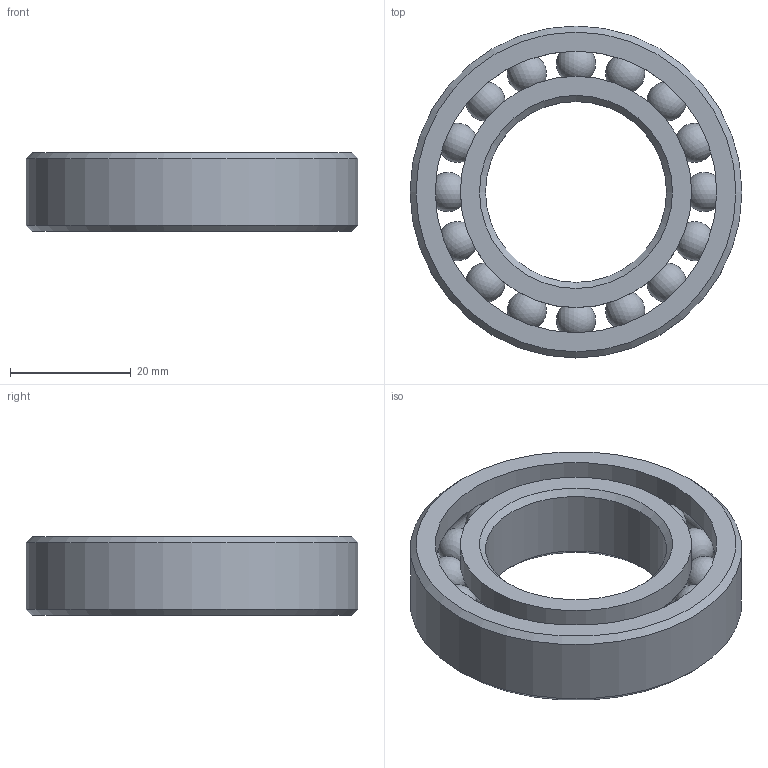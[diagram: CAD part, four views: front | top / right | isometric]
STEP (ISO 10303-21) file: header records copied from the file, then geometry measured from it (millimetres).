
FILE_DESCRIPTION(/* description */ (''),/* implementation_level */ '2;1');
FILE_NAME(/* name */ 'ball bearing(6006).stp',/* time_stamp */ '2013-02-14T07:17:10+09:00',/* author */ (''),/* organization */ (''),/* preprocessor_version */ 'ST-DEVELOPER v14',/* originating_system */ 'SIEMENS PLM Software NX 8.0',/* authorisation */ '');
FILE_SCHEMA (('AP203_CONFIGURATION_CONTROLLED_3D_DESIGN_OF_MECHANICAL_PARTS_AND_ASSEMBLIES_MIM_LF { 1 0 10303 403 2 1 2}'));
Length unit declared in the file: millimetre
Products named in the file (3): ball bearing(6006)-ball; ball bearing(6006)-body; ball bearing(6006)
Assembly tree (17 placements, depth 2):
  ball bearing(6006)
    ball bearing(6006)-body
    ball bearing(6006)-ball  x16
Bounding box: 55 x 55 x 13 mm (x, y, z)
Volume: 15417.9 mm3; surface area: 11165.6 mm2
Topology: 18 solids, 18 shells, 32 faces, 78 edges, 50 vertices
Faces by surface type: sphere 16, cylinder 6, plane 4, cone 4, torus 2
Full cylindrical faces by diameter (mm): 30 x1, 38.333 x2, 46.667 x2, 55 x1
Entity records: 1153 total; most frequent: DIRECTION 102, CARTESIAN_POINT 68, PERSON_AND_ORGANIZATION 55, ORGANIZATION 55, AXIS2_PLACEMENT_3D 51, DATE_AND_TIME 49, LOCAL_TIME 49, COORDINATED_UNIVERSAL_TIME_OFFSET 49
